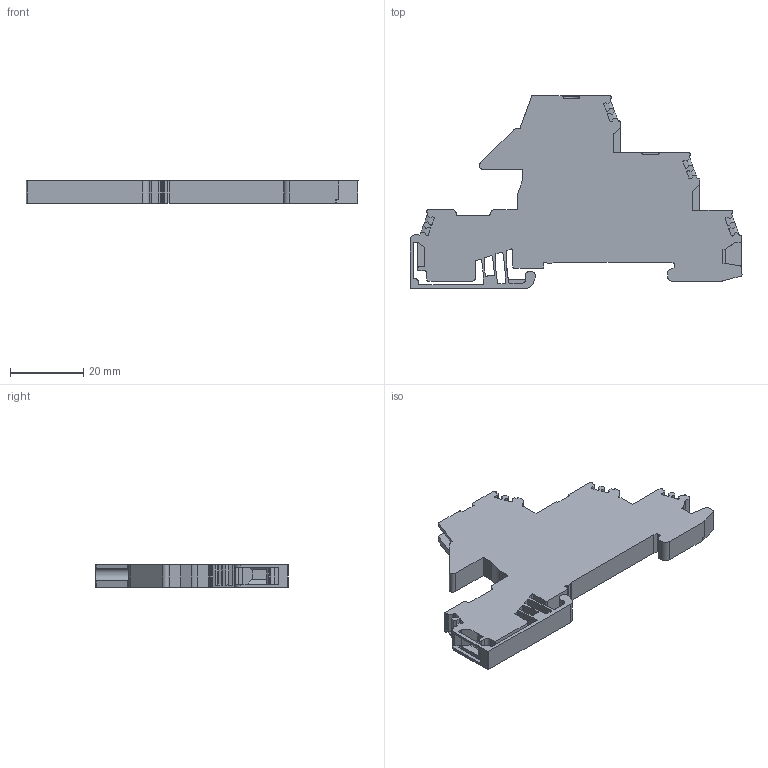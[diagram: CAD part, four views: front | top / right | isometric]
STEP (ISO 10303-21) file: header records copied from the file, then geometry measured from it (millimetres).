
FILE_DESCRIPTION(('FreeCAD Model'),'2;1');
FILE_NAME('1410_DLIS_2,5_PE_L_NT.stp','2018-08-31T17:45:50',('Author'),(''), 'Open CASCADE STEP processor 7.2','FreeCAD','Unknown');
FILE_SCHEMA(('AUTOMOTIVE_DESIGN { 1 0 10303 214 1 1 1 1 }'));
Length unit declared in the file: millimetre
Products named in the file (1): 1410_DLIS_2,5_PE_L_NT
Bounding box: 90.5 x 52.5 x 6.1 mm (x, y, z)
Volume: 15445.5 mm3; surface area: 8588.1 mm2
Topology: 1 solids, 2 shells, 348 faces, 1024 edges, 682 vertices
Faces by surface type: plane 238, cylinder 108, extrusion 2
Full cylindrical faces by diameter (mm): 1.45 x1, 3.5 x1, 4 x1
Entity records: 26439 total; most frequent: CARTESIAN_POINT 5998, DIRECTION 3853, VECTOR 2555, LINE 2553, ORIENTED_EDGE 2048, PCURVE 2048, DEFINITIONAL_REPRESENTATION 2048, EDGE_CURVE 1024
